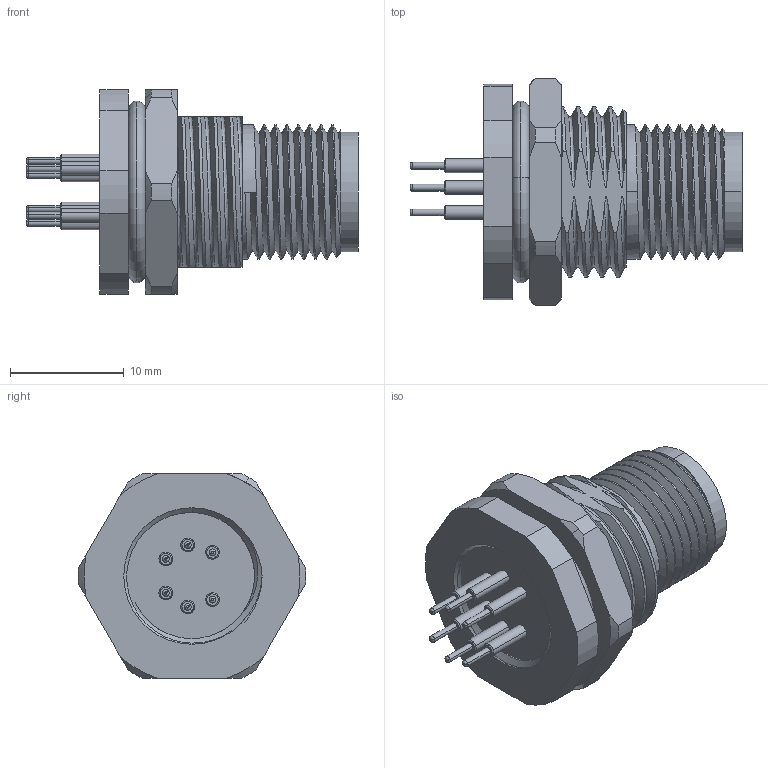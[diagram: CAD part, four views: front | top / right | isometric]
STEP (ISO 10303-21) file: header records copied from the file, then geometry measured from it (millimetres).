
FILE_DESCRIPTION (( 'STEP AP203' ), '1' );
FILE_NAME ('54-00218.STEP', '2023-04-18T16:02:11', ( '' ), ( '' ), 'SwSTEP 2.0', 'SolidWorks 2021', '' );
FILE_SCHEMA (( 'CONFIG_CONTROL_DESIGN' ));
Length unit declared in the file: millimetre
Products named in the file (6): 54-00218-03___; 54-00218-04___; 54-00218; 54-00218-05___; 54-00218-01___; 54-00218-02
Assembly tree (10 placements, depth 2):
  54-00218
    54-00218-01___
    54-00218-02
    54-00218-05___
    54-00218-04___
    54-00218-03___  x6
Bounding box: 29.2 x 19.99 x 18 mm (x, y, z)
Volume: 2945.1 mm3; surface area: 5468.8 mm2
Topology: 10 solids, 10 shells, 421 faces, 980 edges, 621 vertices
Faces by surface type: cylinder 171, plane 84, torus 64, cone 57, bspline 45
Entity records: 22655 total; most frequent: CARTESIAN_POINT 16204, ORIENTED_EDGE 1320, DIRECTION 1059, EDGE_CURVE 660, AXIS2_PLACEMENT_3D 432, VERTEX_POINT 431, EDGE_LOOP 291, FACE_OUTER_BOUND 256
